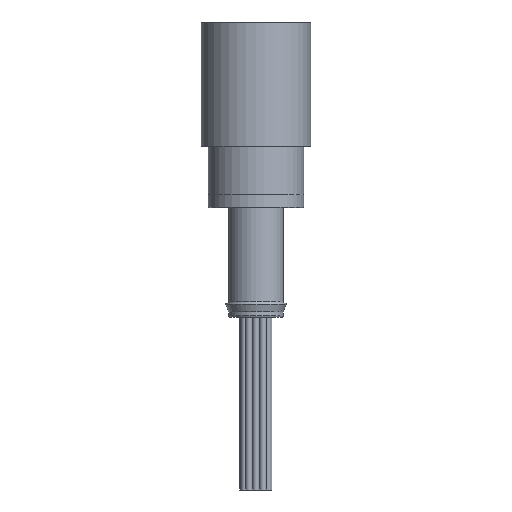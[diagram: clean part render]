
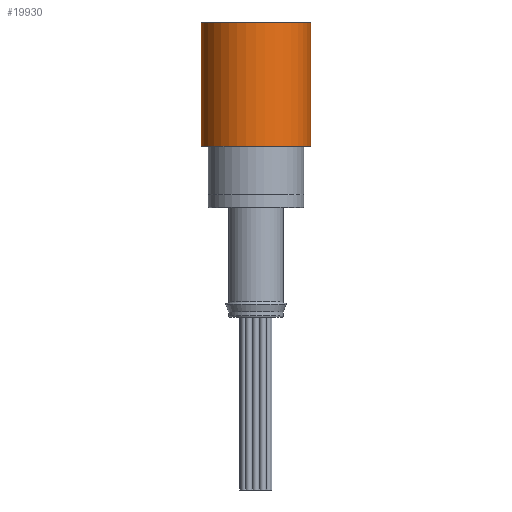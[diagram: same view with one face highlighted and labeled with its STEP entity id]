
A CAD part, front view. The second image highlights one B-rep face of the part: STEP entity #19930.
In plain terms, the highlighted cylindrical face has radius 12.7 mm (diameter 25.4 mm), a full revolution.
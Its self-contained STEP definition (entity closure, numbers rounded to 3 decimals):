
#2068=LINE('',#40492,#3230);
#3230=VECTOR('',#27016,12.7);
#3379=CYLINDRICAL_SURFACE('',#21872,12.7);
#4284=FACE_OUTER_BOUND('',#5384,.T.);
#5384=EDGE_LOOP('',(#16514,#16515,#16516,#16517,#16518,#16519));
#6328=CIRCLE('',#21751,12.7);
#6329=CIRCLE('',#21752,12.7);
#6332=CIRCLE('',#21756,12.7);
#6333=CIRCLE('',#21757,12.7);
#8426=VERTEX_POINT('',#40250);
#8427=VERTEX_POINT('',#40251);
#8430=VERTEX_POINT('',#40259);
#8431=VERTEX_POINT('',#40260);
#11183=EDGE_CURVE('',#8426,#8427,#6328,.T.);
#11184=EDGE_CURVE('',#8427,#8426,#6329,.T.);
#11187=EDGE_CURVE('',#8430,#8431,#6332,.T.);
#11188=EDGE_CURVE('',#8431,#8430,#6333,.T.);
#11303=EDGE_CURVE('',#8427,#8431,#2068,.T.);
#16514=ORIENTED_EDGE('',*,*,#11183,.T.);
#16515=ORIENTED_EDGE('',*,*,#11303,.T.);
#16516=ORIENTED_EDGE('',*,*,#11187,.F.);
#16517=ORIENTED_EDGE('',*,*,#11188,.F.);
#16518=ORIENTED_EDGE('',*,*,#11303,.F.);
#16519=ORIENTED_EDGE('',*,*,#11184,.T.);
#19930=ADVANCED_FACE('',(#4284),#3379,.T.);
#21751=AXIS2_PLACEMENT_3D('',#40252,#26757,#26758);
#21752=AXIS2_PLACEMENT_3D('',#40253,#26759,#26760);
#21756=AXIS2_PLACEMENT_3D('',#40261,#26767,#26768);
#21757=AXIS2_PLACEMENT_3D('',#40262,#26769,#26770);
#21872=AXIS2_PLACEMENT_3D('',#40491,#27014,#27015);
#26757=DIRECTION('center_axis',(0.,0.,1.));
#26758=DIRECTION('ref_axis',(1.,-0.002,0.));
#26759=DIRECTION('center_axis',(0.,0.,1.));
#26760=DIRECTION('ref_axis',(1.,-0.002,0.));
#26767=DIRECTION('center_axis',(0.,0.,1.));
#26768=DIRECTION('ref_axis',(1.,-0.002,0.));
#26769=DIRECTION('center_axis',(0.,0.,1.));
#26770=DIRECTION('ref_axis',(1.,-0.002,0.));
#27014=DIRECTION('center_axis',(0.,0.,-1.));
#27015=DIRECTION('ref_axis',(-1.,0.002,0.));
#27016=DIRECTION('',(0.,0.,1.));
#40250=CARTESIAN_POINT('',(-12.7,0.021,-1.6));
#40251=CARTESIAN_POINT('',(12.7,-0.021,-1.6));
#40252=CARTESIAN_POINT('Origin',(0.,0.,
-1.6));
#40253=CARTESIAN_POINT('Origin',(0.,0.,
-1.6));
#40259=CARTESIAN_POINT('',(-12.7,0.021,26.975));
#40260=CARTESIAN_POINT('',(12.7,-0.021,26.975));
#40261=CARTESIAN_POINT('Origin',(0.,0.,
26.975));
#40262=CARTESIAN_POINT('Origin',(0.,0.,
26.975));
#40491=CARTESIAN_POINT('Origin',(0.,0.,
26.975));
#40492=CARTESIAN_POINT('',(12.7,-0.021,26.975));
